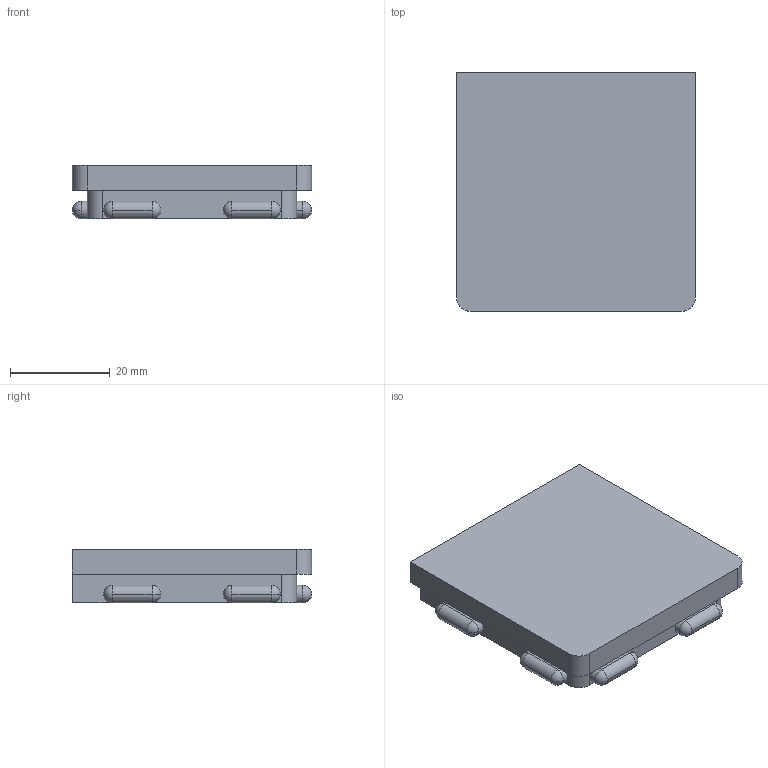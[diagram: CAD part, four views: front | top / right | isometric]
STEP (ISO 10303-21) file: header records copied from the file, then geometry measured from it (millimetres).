
FILE_DESCRIPTION (( 'STEP AP214' ), '1' );
FILE_NAME ('76505 - U-Channel Bumper.STEP', '2022-01-17T17:21:41', ( '' ), ( '' ), 'SwSTEP 2.0', 'SolidWorks 2021', '' );
FILE_SCHEMA (( 'AUTOMOTIVE_DESIGN' ));
Length unit declared in the file: millimetre
Products named in the file (1): 76505 - U-Channel Bumper
Bounding box: 48 x 48 x 10.75 mm (x, y, z)
Volume: 21091.3 mm3; surface area: 7089.7 mm2
Topology: 1 solids, 1 shells, 74 faces, 208 edges, 116 vertices
Faces by surface type: cylinder 36, plane 19, sphere 16, torus 2, cone 1
Entity records: 2230 total; most frequent: DIRECTION 418, CARTESIAN_POINT 371, ORIENTED_EDGE 368, EDGE_CURVE 184, AXIS2_PLACEMENT_3D 159, VERTEX_POINT 112, LINE 100, VECTOR 100
